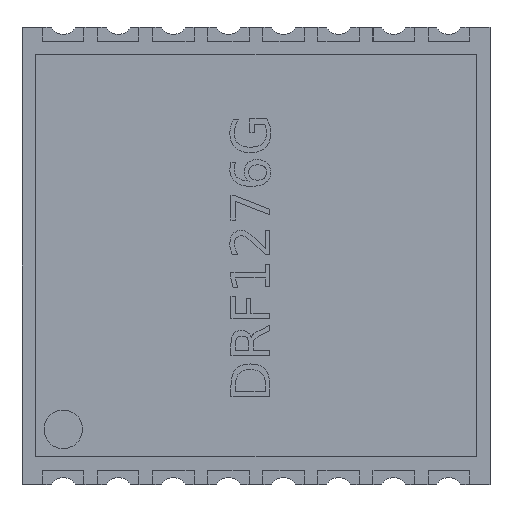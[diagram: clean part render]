
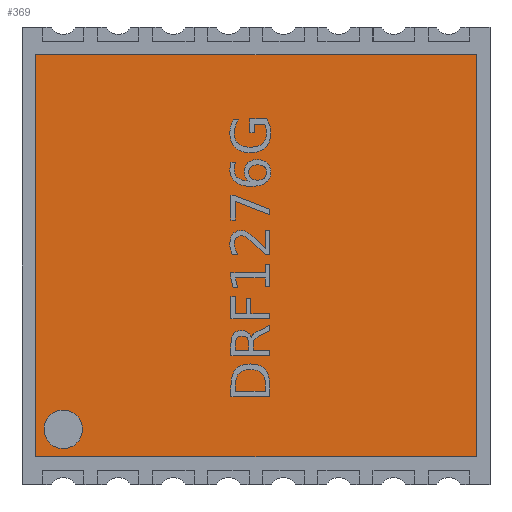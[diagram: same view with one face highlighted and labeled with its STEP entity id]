
A CAD part, top view. The second image highlights one B-rep face of the part: STEP entity #369.
In plain terms, the highlighted planar face has unit normal (0, 0, 1).
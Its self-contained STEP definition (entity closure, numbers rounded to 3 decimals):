
#55 = VERTEX_POINT('',#56);
#56 = CARTESIAN_POINT('',(0.,0.,1.75));
#63 = PLANE('',#64);
#64 = AXIS2_PLACEMENT_3D('',#65,#66,#67);
#65 = CARTESIAN_POINT('',(0.,0.,0.));
#66 = DIRECTION('',(1.,0.,-0.));
#67 = DIRECTION('',(0.,0.,1.));
#75 = PLANE('',#76);
#76 = AXIS2_PLACEMENT_3D('',#77,#78,#79);
#77 = CARTESIAN_POINT('',(0.,0.,0.));
#78 = DIRECTION('',(-0.,1.,0.));
#79 = DIRECTION('',(0.,0.,1.));
#116 = VERTEX_POINT('',#117);
#117 = CARTESIAN_POINT('',(0.,14.6,1.75));
#131 = PLANE('',#132);
#132 = AXIS2_PLACEMENT_3D('',#133,#134,#135);
#133 = CARTESIAN_POINT('',(0.,14.6,0.));
#134 = DIRECTION('',(-0.,1.,0.));
#135 = DIRECTION('',(0.,0.,1.));
#143 = EDGE_CURVE('',#55,#116,#144,.T.);
#144 = SURFACE_CURVE('',#145,(#149,#156),.PCURVE_S1.);
#145 = LINE('',#146,#147);
#146 = CARTESIAN_POINT('',(0.,0.,1.75));
#147 = VECTOR('',#148,1.);
#148 = DIRECTION('',(-0.,1.,0.));
#149 = PCURVE('',#63,#150);
#150 = DEFINITIONAL_REPRESENTATION('',(#151),#155);
#151 = LINE('',#152,#153);
#152 = CARTESIAN_POINT('',(1.75,0.));
#153 = VECTOR('',#154,1.);
#154 = DIRECTION('',(0.,-1.));
#155 = ( GEOMETRIC_REPRESENTATION_CONTEXT(2) 
PARAMETRIC_REPRESENTATION_CONTEXT() REPRESENTATION_CONTEXT('2D SPACE',''
  ) );
#156 = PCURVE('',#157,#162);
#157 = PLANE('',#158);
#158 = AXIS2_PLACEMENT_3D('',#159,#160,#161);
#159 = CARTESIAN_POINT('',(0.,0.,1.75));
#160 = DIRECTION('',(0.,0.,1.));
#161 = DIRECTION('',(1.,0.,-0.));
#162 = DEFINITIONAL_REPRESENTATION('',(#163),#167);
#163 = LINE('',#164,#165);
#164 = CARTESIAN_POINT('',(0.,0.));
#165 = VECTOR('',#166,1.);
#166 = DIRECTION('',(0.,1.));
#167 = ( GEOMETRIC_REPRESENTATION_CONTEXT(2) 
PARAMETRIC_REPRESENTATION_CONTEXT() REPRESENTATION_CONTEXT('2D SPACE',''
  ) );
#175 = VERTEX_POINT('',#176);
#176 = CARTESIAN_POINT('',(16.,0.,1.75));
#183 = PLANE('',#184);
#184 = AXIS2_PLACEMENT_3D('',#185,#186,#187);
#185 = CARTESIAN_POINT('',(16.,0.,0.));
#186 = DIRECTION('',(1.,0.,-0.));
#187 = DIRECTION('',(0.,0.,1.));
#226 = VERTEX_POINT('',#227);
#227 = CARTESIAN_POINT('',(16.,14.6,1.75));
#248 = EDGE_CURVE('',#175,#226,#249,.T.);
#249 = SURFACE_CURVE('',#250,(#254,#261),.PCURVE_S1.);
#250 = LINE('',#251,#252);
#251 = CARTESIAN_POINT('',(16.,0.,1.75));
#252 = VECTOR('',#253,1.);
#253 = DIRECTION('',(-0.,1.,0.));
#254 = PCURVE('',#183,#255);
#255 = DEFINITIONAL_REPRESENTATION('',(#256),#260);
#256 = LINE('',#257,#258);
#257 = CARTESIAN_POINT('',(1.75,0.));
#258 = VECTOR('',#259,1.);
#259 = DIRECTION('',(0.,-1.));
#260 = ( GEOMETRIC_REPRESENTATION_CONTEXT(2) 
PARAMETRIC_REPRESENTATION_CONTEXT() REPRESENTATION_CONTEXT('2D SPACE',''
  ) );
#261 = PCURVE('',#157,#262);
#262 = DEFINITIONAL_REPRESENTATION('',(#263),#267);
#263 = LINE('',#264,#265);
#264 = CARTESIAN_POINT('',(16.,0.));
#265 = VECTOR('',#266,1.);
#266 = DIRECTION('',(0.,1.));
#267 = ( GEOMETRIC_REPRESENTATION_CONTEXT(2) 
PARAMETRIC_REPRESENTATION_CONTEXT() REPRESENTATION_CONTEXT('2D SPACE',''
  ) );
#294 = EDGE_CURVE('',#55,#175,#295,.T.);
#295 = SURFACE_CURVE('',#296,(#300,#307),.PCURVE_S1.);
#296 = LINE('',#297,#298);
#297 = CARTESIAN_POINT('',(0.,0.,1.75));
#298 = VECTOR('',#299,1.);
#299 = DIRECTION('',(1.,0.,-0.));
#300 = PCURVE('',#75,#301);
#301 = DEFINITIONAL_REPRESENTATION('',(#302),#306);
#302 = LINE('',#303,#304);
#303 = CARTESIAN_POINT('',(1.75,0.));
#304 = VECTOR('',#305,1.);
#305 = DIRECTION('',(0.,1.));
#306 = ( GEOMETRIC_REPRESENTATION_CONTEXT(2) 
PARAMETRIC_REPRESENTATION_CONTEXT() REPRESENTATION_CONTEXT('2D SPACE',''
  ) );
#307 = PCURVE('',#157,#308);
#308 = DEFINITIONAL_REPRESENTATION('',(#309),#313);
#309 = LINE('',#310,#311);
#310 = CARTESIAN_POINT('',(0.,0.));
#311 = VECTOR('',#312,1.);
#312 = DIRECTION('',(1.,0.));
#313 = ( GEOMETRIC_REPRESENTATION_CONTEXT(2) 
PARAMETRIC_REPRESENTATION_CONTEXT() REPRESENTATION_CONTEXT('2D SPACE',''
  ) );
#341 = EDGE_CURVE('',#116,#226,#342,.T.);
#342 = SURFACE_CURVE('',#343,(#347,#354),.PCURVE_S1.);
#343 = LINE('',#344,#345);
#344 = CARTESIAN_POINT('',(0.,14.6,1.75));
#345 = VECTOR('',#346,1.);
#346 = DIRECTION('',(1.,0.,-0.));
#347 = PCURVE('',#131,#348);
#348 = DEFINITIONAL_REPRESENTATION('',(#349),#353);
#349 = LINE('',#350,#351);
#350 = CARTESIAN_POINT('',(1.75,0.));
#351 = VECTOR('',#352,1.);
#352 = DIRECTION('',(0.,1.));
#353 = ( GEOMETRIC_REPRESENTATION_CONTEXT(2) 
PARAMETRIC_REPRESENTATION_CONTEXT() REPRESENTATION_CONTEXT('2D SPACE',''
  ) );
#354 = PCURVE('',#157,#355);
#355 = DEFINITIONAL_REPRESENTATION('',(#356),#360);
#356 = LINE('',#357,#358);
#357 = CARTESIAN_POINT('',(0.,14.6));
#358 = VECTOR('',#359,1.);
#359 = DIRECTION('',(1.,0.));
#360 = ( GEOMETRIC_REPRESENTATION_CONTEXT(2) 
PARAMETRIC_REPRESENTATION_CONTEXT() REPRESENTATION_CONTEXT('2D SPACE',''
  ) );
#369 = ADVANCED_FACE('',(#370),#157,.T.);
#370 = FACE_BOUND('',#371,.T.);
#371 = EDGE_LOOP('',(#372,#373,#374,#375));
#372 = ORIENTED_EDGE('',*,*,#143,.F.);
#373 = ORIENTED_EDGE('',*,*,#294,.T.);
#374 = ORIENTED_EDGE('',*,*,#248,.T.);
#375 = ORIENTED_EDGE('',*,*,#341,.F.);
